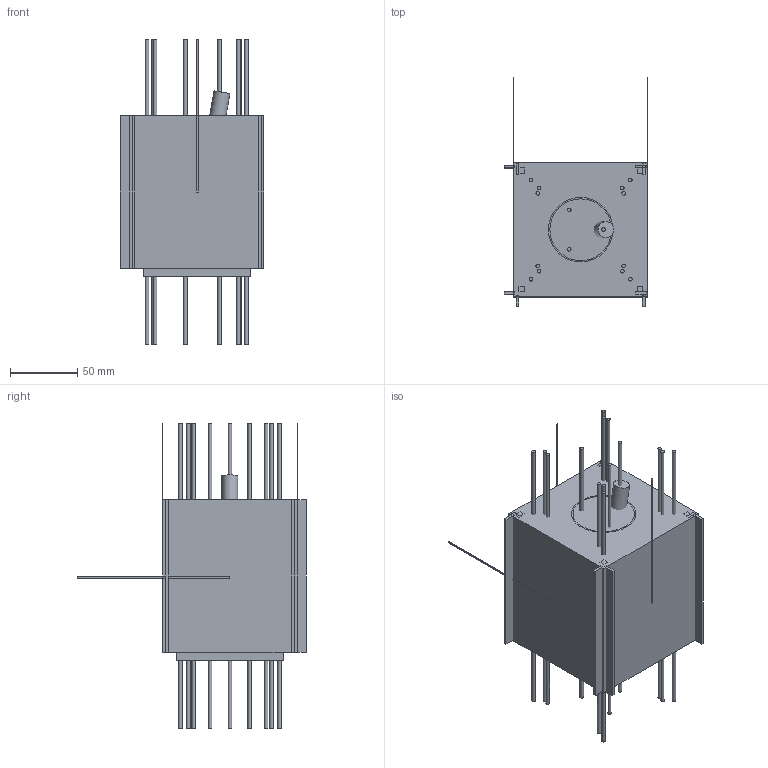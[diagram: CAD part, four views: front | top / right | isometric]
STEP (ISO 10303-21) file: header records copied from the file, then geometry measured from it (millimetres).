
FILE_DESCRIPTION(('FreeCAD Model'),'2;1');
FILE_NAME('Open CASCADE Shape Model','2025-08-27T12:13:28',('Author'),( ''),'Open CASCADE STEP processor 7.8','FreeCAD','Unknown');
FILE_SCHEMA(('AUTOMOTIVE_DESIGN { 1 0 10303 214 1 1 1 1 }'));
Length unit declared in the file: millimetre
Products named in the file (84): Enclosure_Final; FrontHole; Enclosure_Outer; Enclosure_Inner; Enclosure; Upright_PP_legX; FrontCountersink; Enclosure_WithHole; IonChamber; Cathode; BoltHole_0; Grid_Screen; Spacer_1; Grid_Accel; BoltHole_240; ThreeHolesFuse; IodineCapsule; BoltHole_120; ThreeHolesFuse001; Grid_Accel_3bolts; VaporChannel; Hole__37_0__37_0; Hole__37_0_37_0; PPU; KeepOut_X_-50; KeepOut_X_50; KeepOut_Y_50; Thruster_Block; CableCh_NN; Upright_NN_withCh; Upright_NP_withCh; Hole_31_0_31_0; Hole__31_0__31_0; Hole__31_0_31_0; Hole_31_0__31_0; HolesFuse001; Washer__31__31; HolesFuse002; HolesFuse; Thruster_Block_drilled ...
Bounding box: 107 x 170.5 x 227 mm (x, y, z)
Volume: 3467353.2 mm3; surface area: 845438.3 mm2
Topology: 113 solids, 118 shells, 547 faces, 914 edges, 604 vertices
Faces by surface type: plane 447, cylinder 100
Full cylindrical faces by diameter (mm): 2.7 x83, 5.5 x4, 6 x1, 12 x1, 32 x1, 38 x1, 40 x3, 42 x1, 46 x3, 48 x2
Entity records: 26455 total; most frequent: DIRECTION 4006, CARTESIAN_POINT 3894, LINE 2310, VECTOR 2310, ORIENTED_EDGE 1812, PCURVE 1812, DEFINITIONAL_REPRESENTATION 1812, EDGE_CURVE 914
